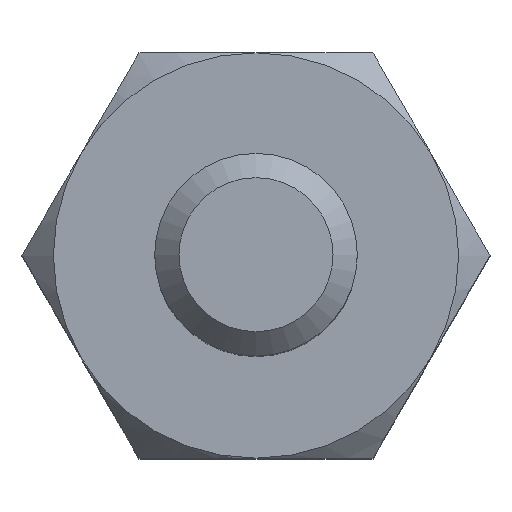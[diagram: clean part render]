
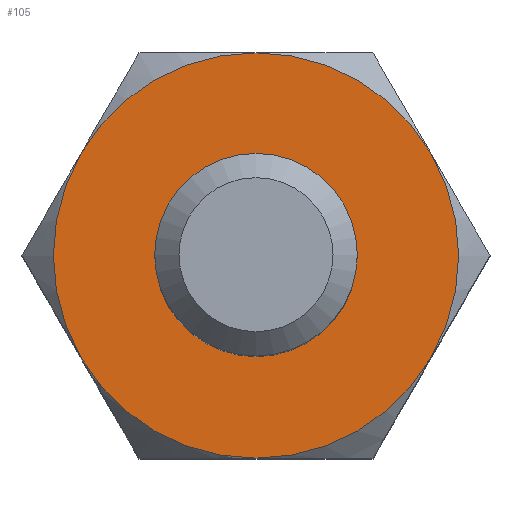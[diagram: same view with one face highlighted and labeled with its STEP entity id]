
A CAD part, top view. The second image highlights one B-rep face of the part: STEP entity #105.
In plain terms, the highlighted planar face has unit normal (0, 0, 1).
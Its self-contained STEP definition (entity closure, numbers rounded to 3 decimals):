
#105 = ADVANCED_FACE( '', ( #219, #220 ), #221, .T. );
#219 = FACE_BOUND( '', #331, .T. );
#220 = FACE_OUTER_BOUND( '', #332, .T. );
#221 = PLANE( '', #333 );
#331 = EDGE_LOOP( '', ( #535 ) );
#332 = EDGE_LOOP( '', ( #536, #537, #538, #539, #540, #541 ) );
#333 = AXIS2_PLACEMENT_3D( '', #542, #543, #544 );
#535 = ORIENTED_EDGE( '', *, *, #634, .T. );
#536 = ORIENTED_EDGE( '', *, *, #657, .F. );
#537 = ORIENTED_EDGE( '', *, *, #646, .F. );
#538 = ORIENTED_EDGE( '', *, *, #658, .F. );
#539 = ORIENTED_EDGE( '', *, *, #653, .T. );
#540 = ORIENTED_EDGE( '', *, *, #659, .F. );
#541 = ORIENTED_EDGE( '', *, *, #628, .F. );
#542 = CARTESIAN_POINT( '', ( 0., 0., 7. ) );
#543 = DIRECTION( '', ( 0., 0., 1. ) );
#544 = DIRECTION( '', ( 1., 0., 0. ) );
#628 = EDGE_CURVE( '', #695, #717, #741, .F. );
#634 = EDGE_CURVE( '', #748, #748, #749, .F. );
#646 = EDGE_CURVE( '', #763, #725, #765, .F. );
#653 = EDGE_CURVE( '', #751, #708, #773, .T. );
#657 = EDGE_CURVE( '', #725, #695, #777, .F. );
#658 = EDGE_CURVE( '', #751, #763, #778, .F. );
#659 = EDGE_CURVE( '', #717, #708, #779, .F. );
#695 = VERTEX_POINT( '', #829 );
#708 = VERTEX_POINT( '', #861 );
#717 = VERTEX_POINT( '', #895 );
#725 = VERTEX_POINT( '', #921 );
#741 = CIRCLE( '', #961, 2.5 );
#748 = VERTEX_POINT( '', #973 );
#749 = CIRCLE( '', #974, 1.1 );
#751 = VERTEX_POINT( '', #976 );
#763 = VERTEX_POINT( '', #1013 );
#765 = CIRCLE( '', #1020, 2.5 );
#773 = CIRCLE( '', #1035, 2.5 );
#777 = CIRCLE( '', #1039, 2.5 );
#778 = CIRCLE( '', #1040, 2.5 );
#779 = CIRCLE( '', #1041, 2.5 );
#829 = CARTESIAN_POINT( '', ( 0., -2.5, 7. ) );
#861 = CARTESIAN_POINT( '', ( -2.165, 1.25, 7. ) );
#895 = CARTESIAN_POINT( '', ( -2.165, -1.25, 7. ) );
#921 = CARTESIAN_POINT( '', ( 2.165, -1.25, 7. ) );
#961 = AXIS2_PLACEMENT_3D( '', #1102, #1103, #1104 );
#973 = CARTESIAN_POINT( '', ( 1.1, 0., 7. ) );
#974 = AXIS2_PLACEMENT_3D( '', #1108, #1109, #1110 );
#976 = CARTESIAN_POINT( '', ( 0., 2.5, 7. ) );
#1013 = CARTESIAN_POINT( '', ( 2.165, 1.25, 7. ) );
#1020 = AXIS2_PLACEMENT_3D( '', #1112, #1113, #1114 );
#1035 = AXIS2_PLACEMENT_3D( '', #1118, #1119, #1120 );
#1039 = AXIS2_PLACEMENT_3D( '', #1121, #1122, #1123 );
#1040 = AXIS2_PLACEMENT_3D( '', #1124, #1125, #1126 );
#1041 = AXIS2_PLACEMENT_3D( '', #1127, #1128, #1129 );
#1102 = CARTESIAN_POINT( '', ( 0., 0., 7. ) );
#1103 = DIRECTION( '', ( 0., 0., 1. ) );
#1104 = DIRECTION( '', ( 1., 0., 0. ) );
#1108 = CARTESIAN_POINT( '', ( 0., 0., 7. ) );
#1109 = DIRECTION( '', ( 0., 0., 1. ) );
#1110 = DIRECTION( '', ( 1., 0., 0. ) );
#1112 = CARTESIAN_POINT( '', ( 0., 0., 7. ) );
#1113 = DIRECTION( '', ( 0., 0., 1. ) );
#1114 = DIRECTION( '', ( 1., 0., 0. ) );
#1118 = CARTESIAN_POINT( '', ( 0., 0., 7. ) );
#1119 = DIRECTION( '', ( 0., 0., 1. ) );
#1120 = DIRECTION( '', ( 1., 0., 0. ) );
#1121 = CARTESIAN_POINT( '', ( 0., 0., 7. ) );
#1122 = DIRECTION( '', ( 0., 0., 1. ) );
#1123 = DIRECTION( '', ( 1., 0., 0. ) );
#1124 = CARTESIAN_POINT( '', ( 0., 0., 7. ) );
#1125 = DIRECTION( '', ( 0., 0., 1. ) );
#1126 = DIRECTION( '', ( 1., 0., 0. ) );
#1127 = CARTESIAN_POINT( '', ( 0., 0., 7. ) );
#1128 = DIRECTION( '', ( 0., 0., 1. ) );
#1129 = DIRECTION( '', ( 1., 0., 0. ) );
